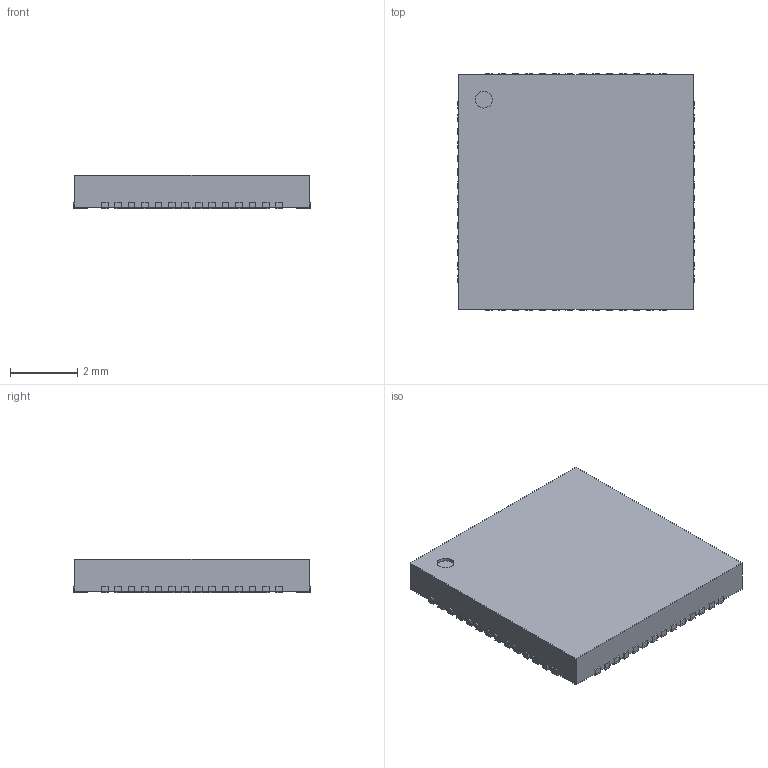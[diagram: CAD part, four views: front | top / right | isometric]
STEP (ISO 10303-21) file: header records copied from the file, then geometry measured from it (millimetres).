
FILE_DESCRIPTION(('FreeCAD Model'),'2;1');
FILE_NAME('QFN-56-1EP_7x7mm_P0.4mm_EP4.6x4.6mm^.step','2020-10-08T17:14:13',('Author'),(''), 'Open CASCADE STEP processor 7.3','FreeCAD','Unknown');
FILE_SCHEMA(('AUTOMOTIVE_DESIGN { 1 0 10303 214 1 1 1 1 }'));
Length unit declared in the file: millimetre
Products named in the file (58): EP; Body; Pin005; Pin006; Pin007; Pin008; Pin009; Pin010; Pin011; Pin012; Pin013; Pin014; Pin016; Pin015; Pin017; Pin018; Pin019; Pin020; Pin021; Pin022; Pin023; Pin024; Pin025; Pin026; Pin027; Pin028; Pin029; Pin030; Pin031; Pin032; Pin033; Pin034; Pin035; Pin036; Pin037; Pin038; Pin039; Pin040; Pin041; Pin042 ...
Bounding box: 7.05 x 7.05 x 1 mm (x, y, z)
Surface area: 191.7 mm2
Topology: 58 solids, 58 shells, 350 faces, 699 edges, 466 vertices
Faces by surface type: plane 293, cylinder 57
Full cylindrical faces by diameter (mm): 0.5 x1
Entity records: 19115 total; most frequent: CARTESIAN_POINT 2920, DIRECTION 2912, LINE 1869, VECTOR 1869, ORIENTED_EDGE 1398, PCURVE 1398, DEFINITIONAL_REPRESENTATION 1398, EDGE_CURVE 699
